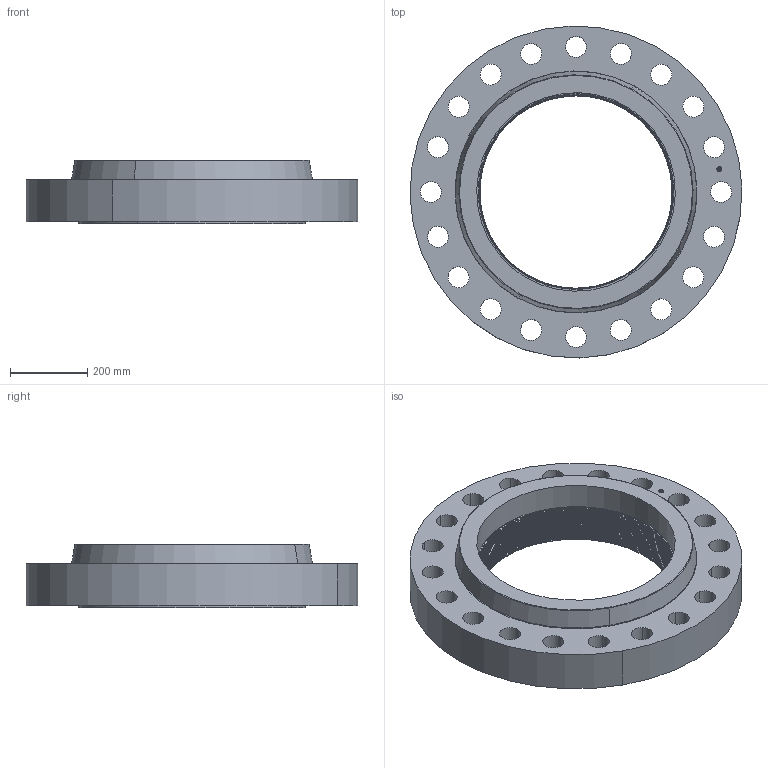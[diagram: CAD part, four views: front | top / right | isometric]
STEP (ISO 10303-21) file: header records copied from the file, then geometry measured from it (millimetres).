
FILE_DESCRIPTION(('3D STEP'),'2;1');
FILE_NAME('20-900-THREADED-RF-FLANGE.stp','2013-03-04T05:26:20+00:00',('Texas Flange'),(''),'CATIA Version 5 Release 20 SP 6 (IN-10)','CATIA V5 STEP AP214','800-826-3801');
FILE_SCHEMA(('AUTOMOTIVE_DESIGN { 1 0 10303 214 1 1 1 1 }'));
Length unit declared in the file: inch
Products named in the file (1): 20-900-THREADED-RF-FLANGE
Bounding box: 857.01 x 857.01 x 165.1 mm (x, y, z)
Volume: 40828495.8 mm3; surface area: 1815206 mm2
Topology: 1 solids, 1 shells, 758 faces, 1956 edges, 1220 vertices
Faces by surface type: plane 370, bspline 253, cylinder 66, cone 65, torus 4
Entity records: 31577 total; most frequent: CARTESIAN_POINT 13046, ORIENTED_EDGE 3912, DIRECTION 2086, EDGE_CURVE 1956, VERTEX_POINT 1220, VECTOR 1174, LINE 1174, EDGE_LOOP 820
